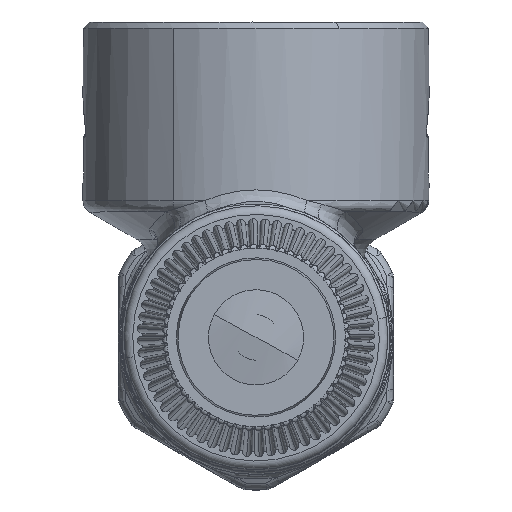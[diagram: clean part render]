
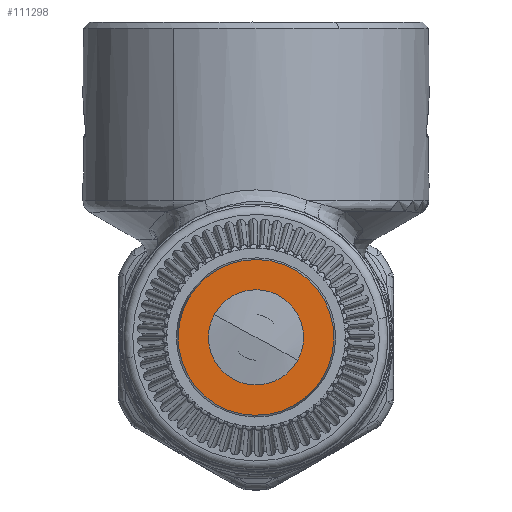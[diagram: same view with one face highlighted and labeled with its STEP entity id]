
A CAD part, top view. The second image highlights one B-rep face of the part: STEP entity #111298.
In plain terms, the highlighted planar face has unit normal (0, 0, 1).
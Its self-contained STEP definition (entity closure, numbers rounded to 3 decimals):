
#111233=CARTESIAN_POINT('Axis2P3D Location',(8.76,79.421,51.2)) ;
#111238=CARTESIAN_POINT('Axis2P3D Location',(15.9,84.9,51.2)) ;
#111242=CARTESIAN_POINT('Vertex',(7.007,83.515,51.2)) ;
#111244=CARTESIAN_POINT('Vertex',(24.793,86.285,51.2)) ;
#111247=CARTESIAN_POINT('Axis2P3D Location',(15.9,84.9,51.2)) ;
#111257=CARTESIAN_POINT('Control Point',(20.723,82.265,51.2)) ;
#111258=CARTESIAN_POINT('Control Point',(20.284,81.462,51.2)) ;
#111259=CARTESIAN_POINT('Control Point',(19.678,80.751,51.2)) ;
#111260=CARTESIAN_POINT('Control Point',(18.931,80.177,51.2)) ;
#111261=CARTESIAN_POINT('Control Point',(17.097,79.305,51.2)) ;
#111262=CARTESIAN_POINT('Control Point',(15.051,79.308,51.2)) ;
#111263=CARTESIAN_POINT('Control Point',(13.968,79.583,51.2)) ;
#111264=CARTESIAN_POINT('Control Point',(12.028,80.639,51.2)) ;
#111265=CARTESIAN_POINT('Control Point',(10.792,82.47,51.2)) ;
#111266=CARTESIAN_POINT('Control Point',(10.414,83.521,51.2)) ;
#111267=CARTESIAN_POINT('Control Point',(10.269,85.023,51.2)) ;
#111268=CARTESIAN_POINT('Control Point',(10.607,86.455,51.2)) ;
#111269=CARTESIAN_POINT('Control Point',(10.732,86.829,51.2)) ;
#111270=CARTESIAN_POINT('Control Point',(10.889,87.19,51.2)) ;
#111271=CARTESIAN_POINT('Control Point',(11.077,87.535,51.2)) ;
#111272=CARTESIAN_POINT('Vertex',(20.723,82.265,51.2)) ;
#111274=CARTESIAN_POINT('Vertex',(11.077,87.535,51.2)) ;
#111278=CARTESIAN_POINT('Control Point',(11.077,87.535,51.2)) ;
#111279=CARTESIAN_POINT('Control Point',(11.628,88.544,51.2)) ;
#111280=CARTESIAN_POINT('Control Point',(12.443,89.409,51.2)) ;
#111281=CARTESIAN_POINT('Control Point',(13.471,90.036,51.2)) ;
#111282=CARTESIAN_POINT('Control Point',(15.679,90.673,51.2)) ;
#111283=CARTESIAN_POINT('Control Point',(17.915,90.186,51.2)) ;
#111284=CARTESIAN_POINT('Control Point',(18.914,89.687,51.2)) ;
#111285=CARTESIAN_POINT('Control Point',(20.587,88.244,51.2)) ;
#111286=CARTESIAN_POINT('Control Point',(21.407,86.193,51.2)) ;
#111287=CARTESIAN_POINT('Control Point',(21.554,85.085,51.2)) ;
#111288=CARTESIAN_POINT('Control Point',(21.406,83.827,51.2)) ;
#111289=CARTESIAN_POINT('Control Point',(20.935,82.689,51.2)) ;
#111290=CARTESIAN_POINT('Control Point',(20.869,82.545,51.2)) ;
#111291=CARTESIAN_POINT('Control Point',(20.799,82.404,51.2)) ;
#111292=CARTESIAN_POINT('Control Point',(20.723,82.265,51.2)) ;
#111234=DIRECTION('Axis2P3D Direction',(0.,0.,-1.)) ;
#111235=DIRECTION('Axis2P3D XDirection',(-0.609,0.793,0.)) ;
#111239=DIRECTION('Axis2P3D Direction',(0.,0.,-1.)) ;
#111248=DIRECTION('Axis2P3D Direction',(0.,0.,-1.)) ;
#111236=AXIS2_PLACEMENT_3D('Plane Axis2P3D',#111233,#111234,#111235) ;
#111240=AXIS2_PLACEMENT_3D('Circle Axis2P3D',#111238,#111239,$) ;
#111249=AXIS2_PLACEMENT_3D('Circle Axis2P3D',#111247,#111248,$) ;
#111241=CIRCLE('generated circle',#111240,9.) ;
#111250=CIRCLE('generated circle',#111249,9.) ;
#111237=PLANE('',#111236) ;
#111297=FACE_BOUND('',#111294,.T.) ;
#111246=EDGE_CURVE('',#111243,#111245,#111241,.T.) ;
#111251=EDGE_CURVE('',#111245,#111243,#111250,.T.) ;
#111276=EDGE_CURVE('',#111273,#111275,#111256,.T.) ;
#111293=EDGE_CURVE('',#111275,#111273,#111277,.T.) ;
#111253=ORIENTED_EDGE('',*,*,#111246,.F.) ;
#111254=ORIENTED_EDGE('',*,*,#111251,.F.) ;
#111295=ORIENTED_EDGE('',*,*,#111276,.T.) ;
#111296=ORIENTED_EDGE('',*,*,#111293,.T.) ;
#111252=EDGE_LOOP('',(#111253,#111254)) ;
#111294=EDGE_LOOP('',(#111295,#111296)) ;
#111243=VERTEX_POINT('',#111242) ;
#111245=VERTEX_POINT('',#111244) ;
#111273=VERTEX_POINT('',#111272) ;
#111275=VERTEX_POINT('',#111274) ;
#111298=ADVANCED_FACE('PartBody',(#111255,#111297),#111237,.F.) ;
#111256=B_SPLINE_CURVE_WITH_KNOTS('',5,(#111257,#111258,#111259,#111260,#111261,#111262,#111263,#111264,#111265,#111266,#111267,#111268,#111269,#111270,#111271),.UNSPECIFIED.,.F.,.U.,(6,3,3,3,6),(76.01,96.15,119.766,143.381,152.019),.UNSPECIFIED.) ;
#111277=B_SPLINE_CURVE_WITH_KNOTS('',5,(#111278,#111279,#111280,#111281,#111282,#111283,#111284,#111285,#111286,#111287,#111288,#111289,#111290,#111291,#111292),.UNSPECIFIED.,.F.,.U.,(6,3,3,3,6),(0.,25.304,48.92,72.535,76.01),.UNSPECIFIED.) ;
#111255=FACE_OUTER_BOUND('',#111252,.T.) ;
